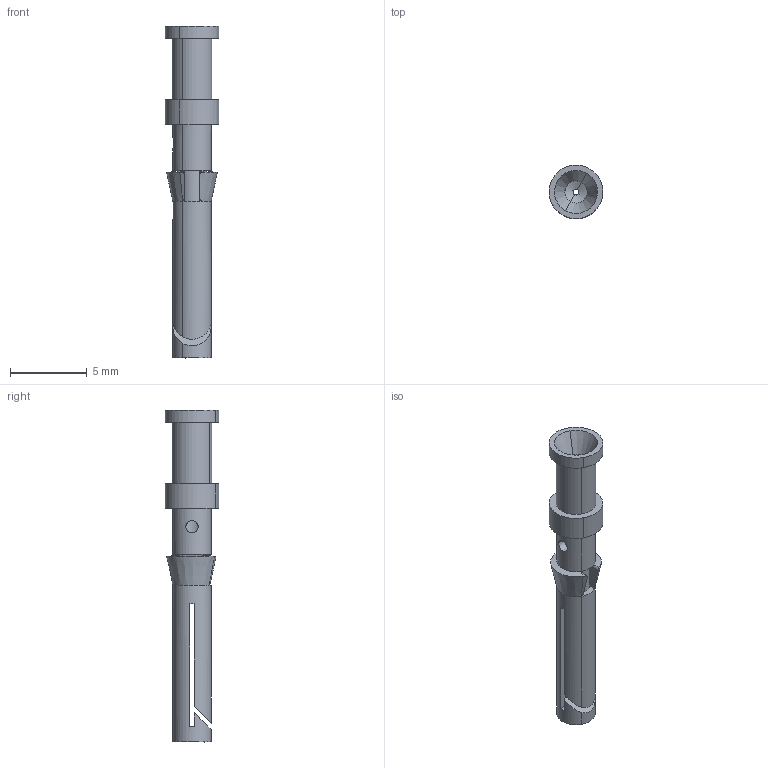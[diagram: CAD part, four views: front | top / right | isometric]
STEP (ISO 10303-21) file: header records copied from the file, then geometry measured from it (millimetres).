
FILE_DESCRIPTION(('CATIA V5 STEP Exchange','CAx-IF Rec.Pracs.--- Model Styling and Organization---1.4--- 2014-01-23'),'2;1');
FILE_NAME ('016768-3_1', '2019-10-24T18:10:05+00:00', ('none'), ('Weidmueller'), 'CATIA Version 5-6 Release 2016 SP3 HF44', 'CATIA V5 STEP AP214', 'none');
FILE_SCHEMA(('AUTOMOTIVE_DESIGN { 1 0 10303 214 1 1 1 1 }'));
Length unit declared in the file: millimetre
Products named in the file (1): 1601760000
Bounding box: 3.5 x 3.5 x 21.6 mm (x, y, z)
Volume: 76.1 mm3; surface area: 325.1 mm2
Topology: 1 solids, 1 shells, 72 faces, 190 edges, 120 vertices
Faces by surface type: plane 27, cylinder 21, cone 14, revolution 4, sphere 4, extrusion 2
Entity records: 2359 total; most frequent: CARTESIAN_POINT 696, ORIENTED_EDGE 380, DIRECTION 253, EDGE_CURVE 190, VERTEX_POINT 120, AXIS2_PLACEMENT_3D 117, VECTOR 83, EDGE_LOOP 82
